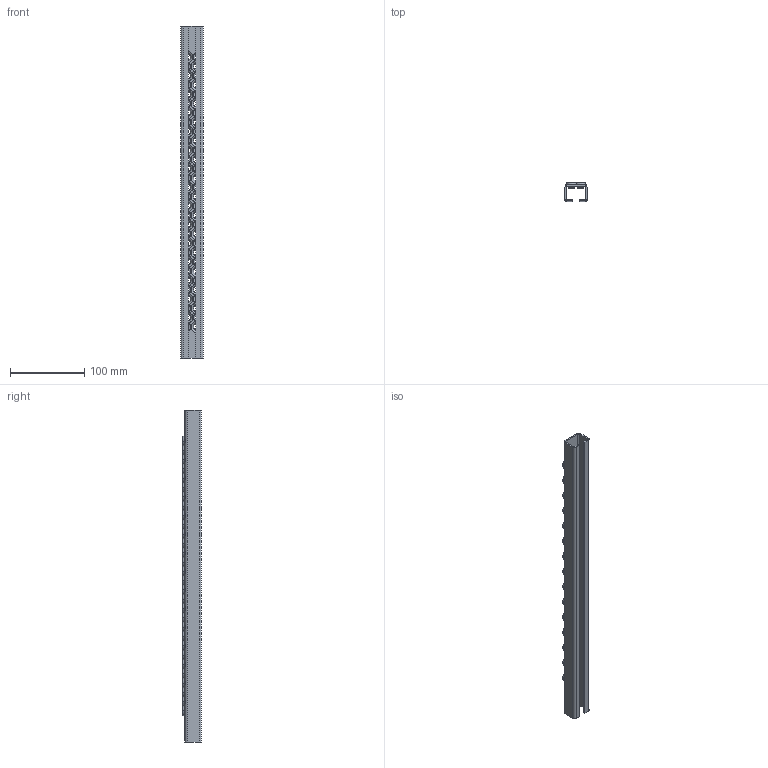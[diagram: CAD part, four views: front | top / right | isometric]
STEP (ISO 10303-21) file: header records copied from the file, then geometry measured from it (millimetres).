
FILE_DESCRIPTION (( 'STEP AP214' ), '1' );
FILE_NAME ('Optimo-Ladder-rung-O2-400x30x25x2-st240-F140110100.STEP', '2021-08-09T13:09:53', ( '' ), ( '' ), 'SwSTEP 2.0', 'SolidWorks 2021', '' );
FILE_SCHEMA (( 'AUTOMOTIVE_DESIGN' ));
Length unit declared in the file: millimetre
Products named in the file (1): Optimo-Ladder-rung-O2-400x30x25x2-st240-F140110100
Bounding box: 30 x 25 x 446 mm (x, y, z)
Volume: 73318.8 mm3; surface area: 79636.9 mm2
Topology: 1 solids, 1 shells, 728 faces, 2146 edges, 1300 vertices
Faces by surface type: cone 360, torus 270, plane 60, cylinder 38
Entity records: 27494 total; most frequent: CARTESIAN_POINT 7145, DIRECTION 4820, ORIENTED_EDGE 4292, EDGE_CURVE 2146, AXIS2_PLACEMENT_3D 2125, CIRCLE 1396, VERTEX_POINT 1300, FACE_OUTER_BOUND 728
